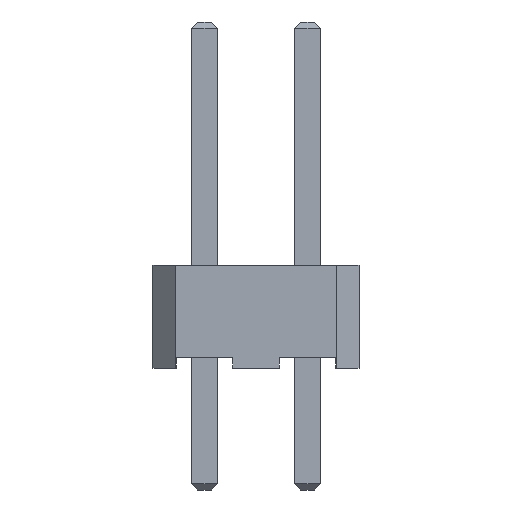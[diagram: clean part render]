
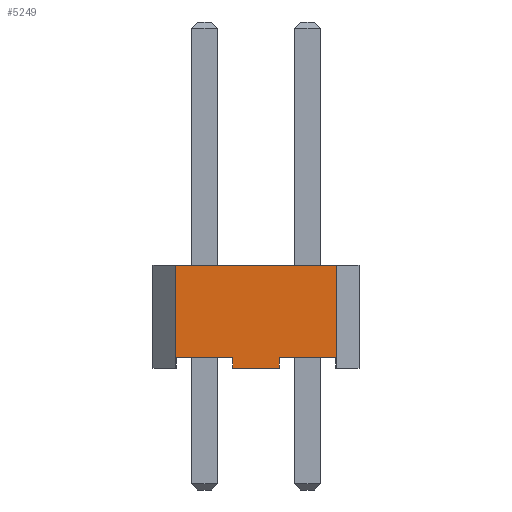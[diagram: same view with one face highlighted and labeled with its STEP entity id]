
A CAD part, left-side view. The second image highlights one B-rep face of the part: STEP entity #5249.
In plain terms, the highlighted planar face has unit normal (-1, 0, 0).
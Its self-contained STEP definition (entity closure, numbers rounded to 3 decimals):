
#359=FACE_OUTER_BOUND('',#679,.T.);
#679=EDGE_LOOP('',(#4553,#4554,#4555,#4556,#4557,#4558,#4559,#4560,#4561,
#4562,#4563,#4564));
#1212=LINE('',#8042,#1914);
#1215=LINE('',#8047,#1917);
#1217=LINE('',#8051,#1919);
#1219=LINE('',#8055,#1921);
#1248=LINE('',#8113,#1950);
#1251=LINE('',#8120,#1953);
#1281=LINE('',#8180,#1983);
#1314=LINE('',#8246,#2016);
#1342=LINE('',#8301,#2044);
#1351=LINE('',#8319,#2053);
#1379=LINE('',#8372,#2081);
#1386=LINE('',#8385,#2088);
#1914=VECTOR('',#6648,10.);
#1917=VECTOR('',#6653,10.);
#1919=VECTOR('',#6657,10.);
#1921=VECTOR('',#6661,10.);
#1950=VECTOR('',#6692,10.);
#1953=VECTOR('',#6699,10.);
#1983=VECTOR('',#6731,10.);
#2016=VECTOR('',#6770,10.);
#2044=VECTOR('',#6800,10.);
#2053=VECTOR('',#6827,10.);
#2081=VECTOR('',#6905,10.);
#2088=VECTOR('',#6924,10.);
#2399=VERTEX_POINT('',#8039);
#2400=VERTEX_POINT('',#8041);
#2401=VERTEX_POINT('',#8045);
#2402=VERTEX_POINT('',#8049);
#2403=VERTEX_POINT('',#8053);
#2431=VERTEX_POINT('',#8111);
#2433=VERTEX_POINT('',#8119);
#2461=VERTEX_POINT('',#8177);
#2462=VERTEX_POINT('',#8179);
#2491=VERTEX_POINT('',#8243);
#2492=VERTEX_POINT('',#8245);
#2518=VERTEX_POINT('',#8299);
#3036=EDGE_CURVE('',#2399,#2400,#1212,.T.);
#3039=EDGE_CURVE('',#2401,#2399,#1215,.T.);
#3041=EDGE_CURVE('',#2401,#2402,#1217,.T.);
#3043=EDGE_CURVE('',#2403,#2402,#1219,.T.);
#3072=EDGE_CURVE('',#2431,#2403,#1248,.T.);
#3075=EDGE_CURVE('',#2400,#2433,#1251,.T.);
#3105=EDGE_CURVE('',#2461,#2462,#1281,.T.);
#3138=EDGE_CURVE('',#2491,#2492,#1314,.T.);
#3166=EDGE_CURVE('',#2518,#2491,#1342,.T.);
#3175=EDGE_CURVE('',#2518,#2433,#1351,.T.);
#3203=EDGE_CURVE('',#2492,#2461,#1379,.T.);
#3210=EDGE_CURVE('',#2462,#2431,#1386,.T.);
#4553=ORIENTED_EDGE('',*,*,#3105,.F.);
#4554=ORIENTED_EDGE('',*,*,#3203,.F.);
#4555=ORIENTED_EDGE('',*,*,#3138,.F.);
#4556=ORIENTED_EDGE('',*,*,#3166,.F.);
#4557=ORIENTED_EDGE('',*,*,#3175,.T.);
#4558=ORIENTED_EDGE('',*,*,#3075,.F.);
#4559=ORIENTED_EDGE('',*,*,#3036,.F.);
#4560=ORIENTED_EDGE('',*,*,#3039,.F.);
#4561=ORIENTED_EDGE('',*,*,#3041,.T.);
#4562=ORIENTED_EDGE('',*,*,#3043,.F.);
#4563=ORIENTED_EDGE('',*,*,#3072,.F.);
#4564=ORIENTED_EDGE('',*,*,#3210,.F.);
#4929=PLANE('',#5602);
#5249=ADVANCED_FACE('',(#359),#4929,.T.);
#5602=AXIS2_PLACEMENT_3D('',#8384,#6922,#6923);
#6648=DIRECTION('',(0.,1.,0.));
#6653=DIRECTION('',(0.,0.,-1.));
#6657=DIRECTION('',(0.,-1.,0.));
#6661=DIRECTION('',(0.,0.,1.));
#6692=DIRECTION('',(0.,1.,0.));
#6699=DIRECTION('',(0.,0.,1.));
#6731=DIRECTION('',(0.,-1.,0.));
#6770=DIRECTION('',(0.,1.,0.));
#6800=DIRECTION('',(0.,0.,-1.));
#6827=DIRECTION('',(0.,-1.,0.));
#6905=DIRECTION('',(0.,0.,1.));
#6922=DIRECTION('center_axis',(-1.,0.,0.));
#6923=DIRECTION('ref_axis',(0.,-1.,0.));
#6924=DIRECTION('',(0.,0.,-1.));
#8039=CARTESIAN_POINT('',(-11.43,-0.57,0.05));
#8041=CARTESIAN_POINT('',(-11.43,0.57,0.05));
#8042=CARTESIAN_POINT('',(-11.43,-0.817,0.05));
#8045=CARTESIAN_POINT('',(-11.43,-0.57,0.32));
#8047=CARTESIAN_POINT('',(-11.43,-0.57,1.455));
#8049=CARTESIAN_POINT('',(-11.43,-1.97,0.32));
#8051=CARTESIAN_POINT('',(-11.43,-1.135,0.32));
#8053=CARTESIAN_POINT('',(-11.43,-1.97,0.05));
#8055=CARTESIAN_POINT('',(-11.43,-1.97,1.32));
#8111=CARTESIAN_POINT('',(-11.43,-1.987,0.05));
#8113=CARTESIAN_POINT('',(-11.43,-1.159,0.05));
#8119=CARTESIAN_POINT('',(-11.43,0.57,0.32));
#8120=CARTESIAN_POINT('',(-11.43,0.57,1.32));
#8177=CARTESIAN_POINT('',(-11.43,1.987,2.59));
#8179=CARTESIAN_POINT('',(-11.43,-1.987,2.59));
#8180=CARTESIAN_POINT('',(-11.43,0.,2.59));
#8243=CARTESIAN_POINT('',(-11.43,1.97,0.05));
#8245=CARTESIAN_POINT('',(-11.43,1.987,0.05));
#8246=CARTESIAN_POINT('',(-11.43,1.723,0.05));
#8299=CARTESIAN_POINT('',(-11.43,1.97,0.32));
#8301=CARTESIAN_POINT('',(-11.43,1.97,1.455));
#8319=CARTESIAN_POINT('',(-11.43,1.405,0.32));
#8372=CARTESIAN_POINT('',(-11.43,1.987,0.05));
#8384=CARTESIAN_POINT('Origin',(-11.43,0.,0.05));
#8385=CARTESIAN_POINT('',(-11.43,-1.987,0.05));
